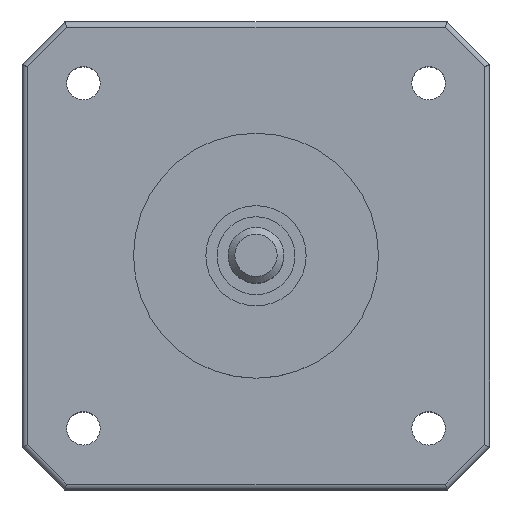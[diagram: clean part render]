
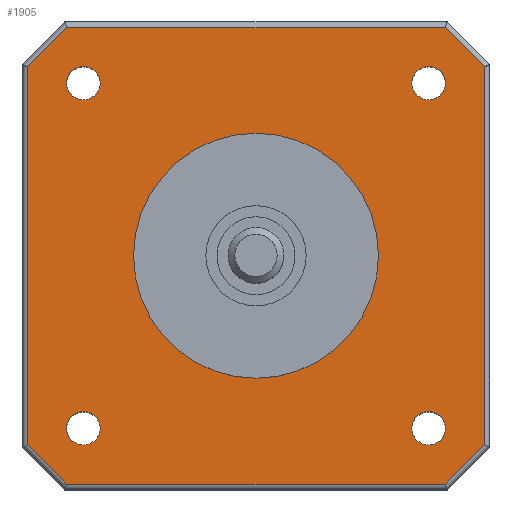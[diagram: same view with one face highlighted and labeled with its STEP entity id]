
A CAD part, top view. The second image highlights one B-rep face of the part: STEP entity #1905.
In plain terms, the highlighted planar face has unit normal (0, 0, 1).
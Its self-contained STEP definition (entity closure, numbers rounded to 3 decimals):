
#82=LINE('',#2859,#274);
#84=LINE('',#2867,#276);
#86=LINE('',#2873,#278);
#88=LINE('',#2879,#280);
#90=LINE('',#2885,#282);
#93=LINE('',#2893,#285);
#95=LINE('',#2899,#287);
#97=LINE('',#2903,#289);
#274=VECTOR('',#2306,10.);
#276=VECTOR('',#2314,10.);
#278=VECTOR('',#2320,10.);
#280=VECTOR('',#2326,10.);
#282=VECTOR('',#2332,10.);
#285=VECTOR('',#2339,10.);
#287=VECTOR('',#2345,10.);
#289=VECTOR('',#2351,10.);
#448=PLANE('',#2055);
#563=FACE_BOUND('',#756,.T.);
#564=FACE_BOUND('',#757,.T.);
#565=FACE_BOUND('',#758,.T.);
#566=FACE_BOUND('',#759,.T.);
#567=FACE_BOUND('',#760,.T.);
#624=FACE_OUTER_BOUND('',#755,.T.);
#755=EDGE_LOOP('',(#1496,#1497,#1498,#1499,#1500,#1501,#1502,#1503));
#756=EDGE_LOOP('',(#1504));
#757=EDGE_LOOP('',(#1505));
#758=EDGE_LOOP('',(#1506));
#759=EDGE_LOOP('',(#1507));
#760=EDGE_LOOP('',(#1508));
#872=CIRCLE('',#2056,1.5);
#873=CIRCLE('',#2057,1.5);
#874=CIRCLE('',#2058,1.5);
#875=CIRCLE('',#2059,1.5);
#876=CIRCLE('',#2060,11.);
#953=VERTEX_POINT('',#2857);
#954=VERTEX_POINT('',#2858);
#957=VERTEX_POINT('',#2866);
#959=VERTEX_POINT('',#2872);
#961=VERTEX_POINT('',#2878);
#963=VERTEX_POINT('',#2884);
#966=VERTEX_POINT('',#2892);
#968=VERTEX_POINT('',#2898);
#982=VERTEX_POINT('',#2939);
#983=VERTEX_POINT('',#2941);
#984=VERTEX_POINT('',#2943);
#985=VERTEX_POINT('',#2945);
#986=VERTEX_POINT('',#2947);
#1145=EDGE_CURVE('',#953,#954,#82,.T.);
#1149=EDGE_CURVE('',#954,#957,#84,.T.);
#1152=EDGE_CURVE('',#957,#959,#86,.T.);
#1155=EDGE_CURVE('',#959,#961,#88,.T.);
#1158=EDGE_CURVE('',#961,#963,#90,.T.);
#1162=EDGE_CURVE('',#963,#966,#93,.T.);
#1165=EDGE_CURVE('',#966,#968,#95,.T.);
#1168=EDGE_CURVE('',#968,#953,#97,.T.);
#1186=EDGE_CURVE('',#982,#982,#872,.T.);
#1187=EDGE_CURVE('',#983,#983,#873,.T.);
#1188=EDGE_CURVE('',#984,#984,#874,.T.);
#1189=EDGE_CURVE('',#985,#985,#875,.T.);
#1190=EDGE_CURVE('',#986,#986,#876,.T.);
#1496=ORIENTED_EDGE('',*,*,#1145,.F.);
#1497=ORIENTED_EDGE('',*,*,#1168,.F.);
#1498=ORIENTED_EDGE('',*,*,#1165,.F.);
#1499=ORIENTED_EDGE('',*,*,#1162,.F.);
#1500=ORIENTED_EDGE('',*,*,#1158,.F.);
#1501=ORIENTED_EDGE('',*,*,#1155,.F.);
#1502=ORIENTED_EDGE('',*,*,#1152,.F.);
#1503=ORIENTED_EDGE('',*,*,#1149,.F.);
#1504=ORIENTED_EDGE('',*,*,#1186,.T.);
#1505=ORIENTED_EDGE('',*,*,#1187,.T.);
#1506=ORIENTED_EDGE('',*,*,#1188,.T.);
#1507=ORIENTED_EDGE('',*,*,#1189,.T.);
#1508=ORIENTED_EDGE('',*,*,#1190,.F.);
#1905=ADVANCED_FACE('',(#624,#563,#564,#565,#566,#567),#448,.T.);
#2055=AXIS2_PLACEMENT_3D('',#2938,#2377,#2378);
#2056=AXIS2_PLACEMENT_3D('',#2940,#2379,#2380);
#2057=AXIS2_PLACEMENT_3D('',#2942,#2381,#2382);
#2058=AXIS2_PLACEMENT_3D('',#2944,#2383,#2384);
#2059=AXIS2_PLACEMENT_3D('',#2946,#2385,#2386);
#2060=AXIS2_PLACEMENT_3D('',#2948,#2387,#2388);
#2306=DIRECTION('',(0.,1.,0.));
#2314=DIRECTION('',(0.707,0.707,0.));
#2320=DIRECTION('',(1.,0.,0.));
#2326=DIRECTION('',(0.707,-0.707,0.));
#2332=DIRECTION('',(0.,-1.,0.));
#2339=DIRECTION('',(-0.707,-0.707,0.));
#2345=DIRECTION('',(-1.,0.,0.));
#2351=DIRECTION('',(-0.707,0.707,0.));
#2377=DIRECTION('center_axis',(0.,0.,1.));
#2378=DIRECTION('ref_axis',(1.,0.,0.));
#2379=DIRECTION('center_axis',(0.,0.,-1.));
#2380=DIRECTION('ref_axis',(-1.,0.,0.));
#2381=DIRECTION('center_axis',(0.,0.,-1.));
#2382=DIRECTION('ref_axis',(-1.,0.,0.));
#2383=DIRECTION('center_axis',(0.,0.,-1.));
#2384=DIRECTION('ref_axis',(-1.,0.,0.));
#2385=DIRECTION('center_axis',(0.,0.,-1.));
#2386=DIRECTION('ref_axis',(-1.,0.,0.));
#2387=DIRECTION('center_axis',(0.,0.,1.));
#2388=DIRECTION('ref_axis',(-1.,0.,0.));
#2857=CARTESIAN_POINT('',(-20.5,-16.977,22.));
#2858=CARTESIAN_POINT('',(-20.5,16.977,22.));
#2859=CARTESIAN_POINT('',(-20.5,10.5,22.));
#2866=CARTESIAN_POINT('',(-16.977,20.5,22.));
#2867=CARTESIAN_POINT('',(-19.692,17.784,22.));
#2872=CARTESIAN_POINT('',(16.977,20.5,22.));
#2873=CARTESIAN_POINT('',(10.5,20.5,22.));
#2878=CARTESIAN_POINT('',(20.5,16.977,22.));
#2879=CARTESIAN_POINT('',(17.784,19.692,22.));
#2884=CARTESIAN_POINT('',(20.5,-16.977,22.));
#2885=CARTESIAN_POINT('',(20.5,-10.5,22.));
#2892=CARTESIAN_POINT('',(16.977,-20.5,22.));
#2893=CARTESIAN_POINT('',(19.692,-17.784,22.));
#2898=CARTESIAN_POINT('',(-16.977,-20.5,22.));
#2899=CARTESIAN_POINT('',(-10.5,-20.5,22.));
#2903=CARTESIAN_POINT('',(-17.784,-19.692,22.));
#2938=CARTESIAN_POINT('Origin',(0.,0.,22.));
#2939=CARTESIAN_POINT('',(17.,-15.5,22.));
#2940=CARTESIAN_POINT('Origin',(15.5,-15.5,22.));
#2941=CARTESIAN_POINT('',(17.,15.5,22.));
#2942=CARTESIAN_POINT('Origin',(15.5,15.5,22.));
#2943=CARTESIAN_POINT('',(-14.,15.5,22.));
#2944=CARTESIAN_POINT('Origin',(-15.5,15.5,22.));
#2945=CARTESIAN_POINT('',(-14.,-15.5,22.));
#2946=CARTESIAN_POINT('Origin',(-15.5,-15.5,22.));
#2947=CARTESIAN_POINT('',(11.,0.,22.));
#2948=CARTESIAN_POINT('Origin',(0.,0.,22.));
